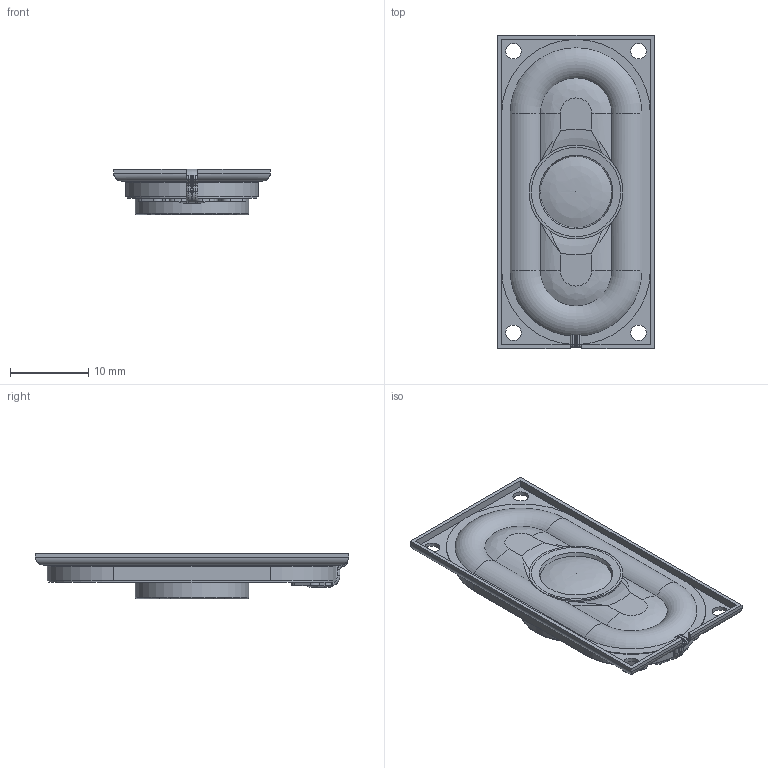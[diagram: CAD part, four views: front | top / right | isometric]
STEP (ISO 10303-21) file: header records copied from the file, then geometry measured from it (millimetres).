
FILE_DESCRIPTION( ( '' ), ' ' );
FILE_NAME( '5a7273371c0a311023194b62.step', '2018-02-01T01:54:00', ( '' ), ( '' ), ' ', ' ', ' ' );
FILE_SCHEMA( ( 'AUTOMOTIVE_DESIGN { 1 0 10303 214 1 1 1 1 }' ) );
Length unit declared in the file: metre
Products named in the file (18): Assem1; basis; covering; cuprextit; pad 1; pad 2; Part 6; Part 7; Part 8; Part 9; Part 10; Part 11; Part 12; Part 13; Part 14; Part 15; wire; Part 1
Assembly tree (17 placements, depth 2):
  Assem1
    basis
    covering
    cuprextit
    pad 1
    pad 2
    Part 6
    Part 7
    Part 8
    Part 9
    Part 10
    Part 11
    Part 12
    Part 13
    Part 14
    Part 15
    wire
    Part 1
Bounding box: 20 x 40 x 5.8 mm (x, y, z)
Volume: 2446.6 mm3; surface area: 4632.2 mm2
Topology: 17 solids, 17 shells, 568 faces, 1511 edges, 985 vertices
Faces by surface type: plane 260, extrusion 172, cylinder 91, bspline 28, torus 13, cone 3, revolution 1
Full cylindrical faces by diameter (mm): 2 x4, 10 x1, 12 x1, 14.5 x1, 14.9 x1
Entity records: 22073 total; most frequent: CARTESIAN_POINT 5643, ORIENTED_EDGE 2974, DIRECTION 2245, EDGE_CURVE 1487, VECTOR 1032, VERTEX_POINT 979, LINE 860, EDGE_LOOP 617
